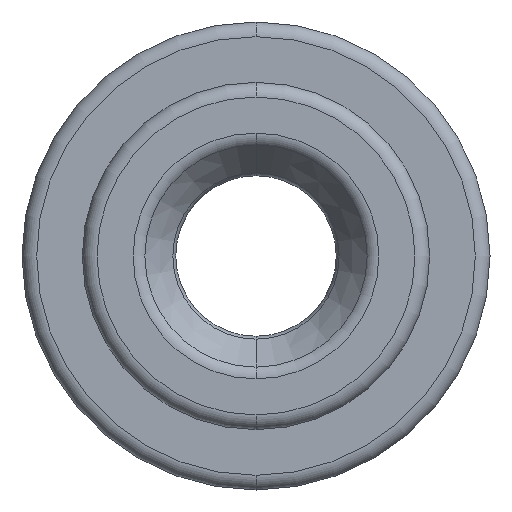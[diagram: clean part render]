
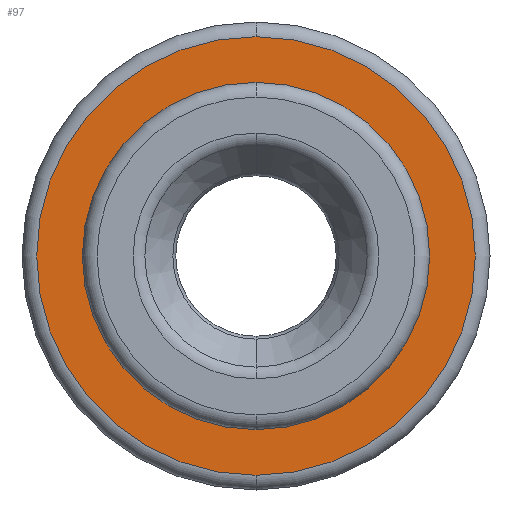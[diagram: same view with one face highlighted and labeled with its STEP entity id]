
A CAD part, front view. The second image highlights one B-rep face of the part: STEP entity #97.
In plain terms, the highlighted planar face has unit normal (0, -1, 0).
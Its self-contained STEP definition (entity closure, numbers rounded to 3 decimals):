
#48 = VERTEX_POINT ( 'NONE', #52 ) ;
#52 = CARTESIAN_POINT ( 'NONE',  ( 0., 2.95, -0.885 ) ) ;
#67 = CARTESIAN_POINT ( 'NONE',  ( 0., 2.95, 1.49 ) ) ;
#97 = ADVANCED_FACE ( 'NONE', ( #102, #799 ), #240, .T. ) ;
#102 = FACE_BOUND ( 'NONE', #1057, .T. ) ;
#113 = AXIS2_PLACEMENT_3D ( 'NONE', #155, #321, #892 ) ;
#147 = AXIS2_PLACEMENT_3D ( 'NONE', #475, #1119, #563 ) ;
#155 = CARTESIAN_POINT ( 'NONE',  ( 0., 2.95, 0. ) ) ;
#240 = PLANE ( 'NONE',  #113 ) ;
#288 = DIRECTION ( 'NONE',  ( 0., -1., 0. ) ) ;
#318 = EDGE_CURVE ( 'NONE', #48, #1042, #359, .T. ) ;
#321 = DIRECTION ( 'NONE',  ( 0., -1., 0. ) ) ;
#359 = CIRCLE ( 'NONE', #147, 0.885 ) ;
#362 = AXIS2_PLACEMENT_3D ( 'NONE', #1135, #288, #860 ) ;
#366 = EDGE_CURVE ( 'NONE', #1058, #1066, #554, .T. ) ;
#373 = DIRECTION ( 'NONE',  ( 0., 1., 0. ) ) ;
#381 = CIRCLE ( 'NONE', #544, 1.49 ) ;
#389 = EDGE_CURVE ( 'NONE', #1042, #48, #734, .T. ) ;
#405 = EDGE_LOOP ( 'NONE', ( #1071, #522 ) ) ;
#417 = AXIS2_PLACEMENT_3D ( 'NONE', #865, #373, #974 ) ;
#442 = DIRECTION ( 'NONE',  ( 0., -1., 0. ) ) ;
#443 = ORIENTED_EDGE ( 'NONE', *, *, #318, .T. ) ;
#475 = CARTESIAN_POINT ( 'NONE',  ( 0., 2.95, 0. ) ) ;
#477 = CARTESIAN_POINT ( 'NONE',  ( 0., 2.95, -1.49 ) ) ;
#522 = ORIENTED_EDGE ( 'NONE', *, *, #653, .T. ) ;
#544 = AXIS2_PLACEMENT_3D ( 'NONE', #955, #442, #1074 ) ;
#554 = CIRCLE ( 'NONE', #362, 1.49 ) ;
#563 = DIRECTION ( 'NONE',  ( 0., 0., -1. ) ) ;
#632 = CARTESIAN_POINT ( 'NONE',  ( 0., 2.95, 0.885 ) ) ;
#653 = EDGE_CURVE ( 'NONE', #1066, #1058, #381, .T. ) ;
#669 = ORIENTED_EDGE ( 'NONE', *, *, #389, .T. ) ;
#734 = CIRCLE ( 'NONE', #417, 0.885 ) ;
#799 = FACE_OUTER_BOUND ( 'NONE', #405, .T. ) ;
#860 = DIRECTION ( 'NONE',  ( 0., 0., -1. ) ) ;
#865 = CARTESIAN_POINT ( 'NONE',  ( 0., 2.95, 0. ) ) ;
#892 = DIRECTION ( 'NONE',  ( 0., 0., -1. ) ) ;
#955 = CARTESIAN_POINT ( 'NONE',  ( 0., 2.95, 0. ) ) ;
#974 = DIRECTION ( 'NONE',  ( 0., 0., -1. ) ) ;
#1042 = VERTEX_POINT ( 'NONE', #632 ) ;
#1057 = EDGE_LOOP ( 'NONE', ( #443, #669 ) ) ;
#1058 = VERTEX_POINT ( 'NONE', #477 ) ;
#1066 = VERTEX_POINT ( 'NONE', #67 ) ;
#1071 = ORIENTED_EDGE ( 'NONE', *, *, #366, .T. ) ;
#1074 = DIRECTION ( 'NONE',  ( 0., 0., -1. ) ) ;
#1119 = DIRECTION ( 'NONE',  ( 0., 1., 0. ) ) ;
#1135 = CARTESIAN_POINT ( 'NONE',  ( 0., 2.95, 0. ) ) ;
